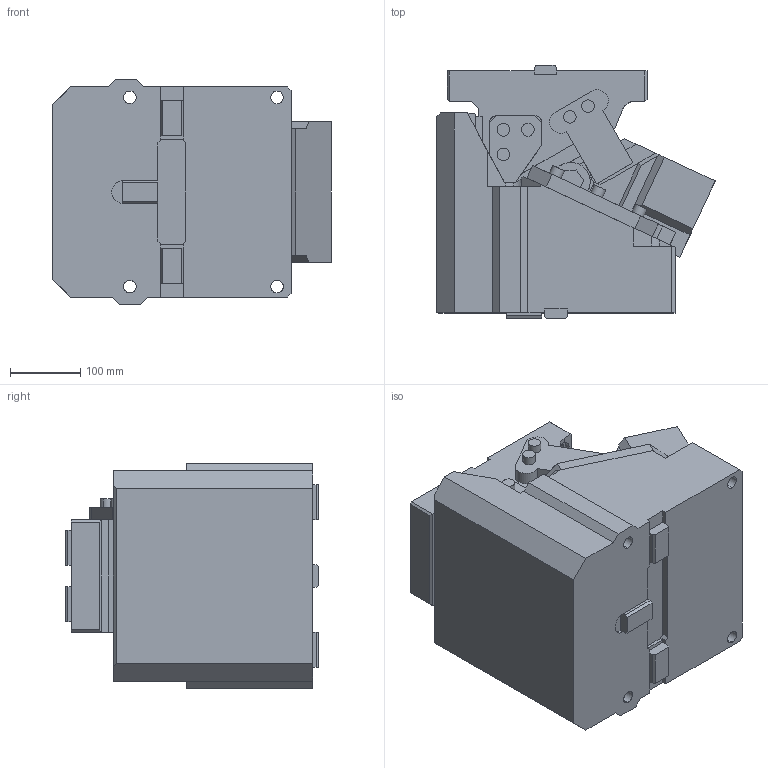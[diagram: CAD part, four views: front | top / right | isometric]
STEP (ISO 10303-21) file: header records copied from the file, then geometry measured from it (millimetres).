
FILE_DESCRIPTION(('CATIA V5 STEP Exchange'),'2;1');
FILE_NAME('CDCP_200_25_60.stp','2016-09-28T10:56:59+00:00',('none'),('none'),'CATIA Version 5 Release 20 GA (IN-10)','CATIA V5 STEP AP203','none');
FILE_SCHEMA(('CONFIG_CONTROL_DESIGN'));
Length unit declared in the file: millimetre
Products named in the file (1): CDCP-200-25-60
Bounding box: 397.25 x 362 x 320 mm (x, y, z)
Volume: 23901793.2 mm3; surface area: 1158679.1 mm2
Topology: 3 solids, 3 shells, 534 faces, 1435 edges, 938 vertices
Faces by surface type: plane 418, cylinder 116
Entity records: 17369 total; most frequent: CARTESIAN_POINT 4228, ORIENTED_EDGE 2870, DIRECTION 2357, EDGE_CURVE 1435, VECTOR 1180, LINE 1180, VERTEX_POINT 938, AXIS2_PLACEMENT_3D 672
